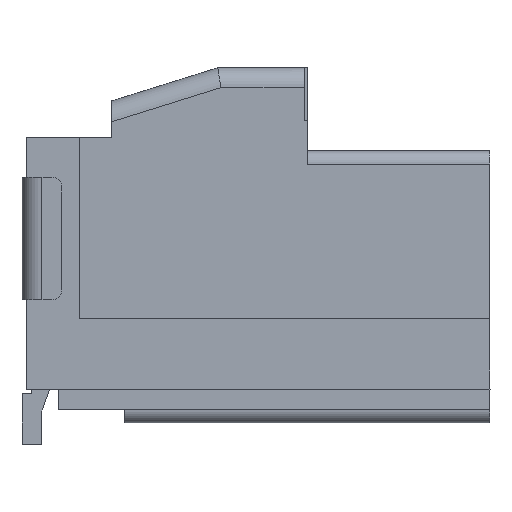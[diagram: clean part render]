
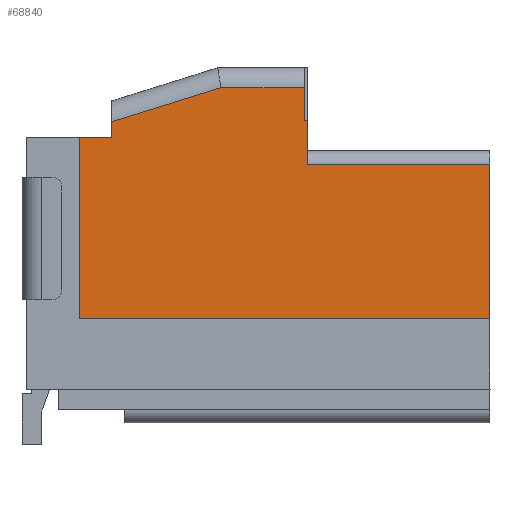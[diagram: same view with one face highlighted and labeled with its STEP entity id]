
A CAD part, left-side view. The second image highlights one B-rep face of the part: STEP entity #68840.
In plain terms, the highlighted planar face has unit normal (-1, 0, 0).
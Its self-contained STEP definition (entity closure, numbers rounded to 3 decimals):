
#10410=CARTESIAN_POINT('',(-5.5,1.045,
4.55));
#10420=DIRECTION('',(0.,1.,0.));
#10430=VECTOR('',#10420,1.);
#10440=LINE('',#10410,#10430);
#10450=CARTESIAN_POINT('',(-5.5,-0.74,
4.55));
#10460=VERTEX_POINT('',#10450);
#10470=CARTESIAN_POINT('',(-5.5,-0.69,
4.55));
#10480=VERTEX_POINT('',#10470);
#10490=EDGE_CURVE('',#10460,#10480,#10440,.T.);
#10820=CARTESIAN_POINT('',(-5.5,-0.69,
2.28));
#10830=DIRECTION('',(0.,0.,-1.));
#10840=VECTOR('',#10830,1.);
#10850=LINE('',#10820,#10840);
#10860=CARTESIAN_POINT('',(-5.5,-0.69,
5.05));
#10870=VERTEX_POINT('',#10860);
#10880=EDGE_CURVE('',#10870,#10480,#10850,.T.);
#12450=CARTESIAN_POINT('',(-5.5,2.21,
4.3));
#12460=VERTEX_POINT('',#12450);
#12490=CARTESIAN_POINT('',(-5.5,1.045,
4.3));
#12500=DIRECTION('',(0.,-1.,0.));
#12510=VECTOR('',#12500,1.);
#12520=LINE('',#12490,#12510);
#12530=CARTESIAN_POINT('',(-5.5,2.69,
4.3));
#12540=VERTEX_POINT('',#12530);
#12550=EDGE_CURVE('',#12540,#12460,#12520,.T.);
#19520=CARTESIAN_POINT('',(-5.5,-3.49,
1.57));
#19530=VERTEX_POINT('',#19520);
#19700=CARTESIAN_POINT('',(-5.5,2.69,
1.57));
#19710=VERTEX_POINT('',#19700);
#19740=CARTESIAN_POINT('',(-5.5,1.045,
1.57));
#19750=DIRECTION('',(0.,-1.,0.));
#19760=VECTOR('',#19750,1.);
#19770=LINE('',#19740,#19760);
#19780=EDGE_CURVE('',#19710,#19530,#19770,.T.);
#24840=CARTESIAN_POINT('',(-5.5,-0.74,
3.9));
#24850=VERTEX_POINT('',#24840);
#24880=CARTESIAN_POINT('',(-5.5,-0.74,
2.28));
#24890=DIRECTION('',(0.,0.,-1.));
#24900=VECTOR('',#24890,1.);
#24910=LINE('',#24880,#24900);
#24920=EDGE_CURVE('',#10460,#24850,#24910,.T.);
#28230=CARTESIAN_POINT('',(-5.5,0.564,
5.05));
#28240=VERTEX_POINT('',#28230);
#28270=CARTESIAN_POINT('',(-5.5,2.21,
4.536));
#28280=DIRECTION('',(0.,-0.954,
0.298));
#28290=VECTOR('',#28280,1.);
#28300=LINE('',#28270,#28290);
#28310=CARTESIAN_POINT('',(-5.5,2.21,
4.536));
#28320=VERTEX_POINT('',#28310);
#28330=EDGE_CURVE('',#28320,#28240,#28300,.T.);
#36160=CARTESIAN_POINT('',(-5.5,-3.49,
3.9));
#36170=VERTEX_POINT('',#36160);
#36200=CARTESIAN_POINT('',(-5.5,-0.74,
3.9));
#36210=DIRECTION('',(0.,-1.,0.));
#36220=VECTOR('',#36210,1.);
#36230=LINE('',#36200,#36220);
#36240=EDGE_CURVE('',#24850,#36170,#36230,.T.);
#44280=CARTESIAN_POINT('',(-5.5,-3.49,
2.28));
#44290=DIRECTION('',(0.,0.,-1.));
#44300=VECTOR('',#44290,1.);
#44310=LINE('',#44280,#44300);
#44320=EDGE_CURVE('',#36170,#19530,#44310,.T.);
#49220=CARTESIAN_POINT('',(-5.5,2.21,
2.28));
#49230=DIRECTION('',(0.,0.,-1.));
#49240=VECTOR('',#49230,1.);
#49250=LINE('',#49220,#49240);
#49260=EDGE_CURVE('',#28320,#12460,#49250,.T.);
#67620=CARTESIAN_POINT('',(-5.5,2.69,
2.28));
#67630=DIRECTION('',(0.,0.,-1.));
#67640=VECTOR('',#67630,1.);
#67650=LINE('',#67620,#67640);
#67660=EDGE_CURVE('',#12540,#19710,#67650,.T.);
#68610=CARTESIAN_POINT('',(-5.5,2.845,
5.137));
#68620=DIRECTION('',(-1.,0.,0.));
#68630=DIRECTION('',(0.,0.,-1.));
#68640=AXIS2_PLACEMENT_3D('',#68610,#68620,#68630);
#68650=PLANE('',#68640);
#68660=ORIENTED_EDGE('',*,*,#19780,.T.);
#68670=ORIENTED_EDGE('',*,*,#67660,.T.);
#68680=ORIENTED_EDGE('',*,*,#12550,.F.);
#68690=ORIENTED_EDGE('',*,*,#49260,.T.);
#68700=ORIENTED_EDGE('',*,*,#28330,.F.);
#68710=CARTESIAN_POINT('',(-5.5,-0.69,
5.05));
#68720=DIRECTION('',(0.,1.,0.));
#68730=VECTOR('',#68720,1.);
#68740=LINE('',#68710,#68730);
#68750=EDGE_CURVE('',#10870,#28240,#68740,.T.);
#68760=ORIENTED_EDGE('',*,*,#68750,.T.);
#68770=ORIENTED_EDGE('',*,*,#10880,.F.);
#68780=ORIENTED_EDGE('',*,*,#10490,.T.);
#68790=ORIENTED_EDGE('',*,*,#24920,.F.);
#68800=ORIENTED_EDGE('',*,*,#36240,.F.);
#68810=ORIENTED_EDGE('',*,*,#44320,.F.);
#68820=EDGE_LOOP('',(#68810,#68800,#68790,#68780,#68770,#68760,#68700,
#68690,#68680,#68670,#68660));
#68830=FACE_OUTER_BOUND('',#68820,.T.);
#68840=ADVANCED_FACE('',(#68830),#68650,.T.);
